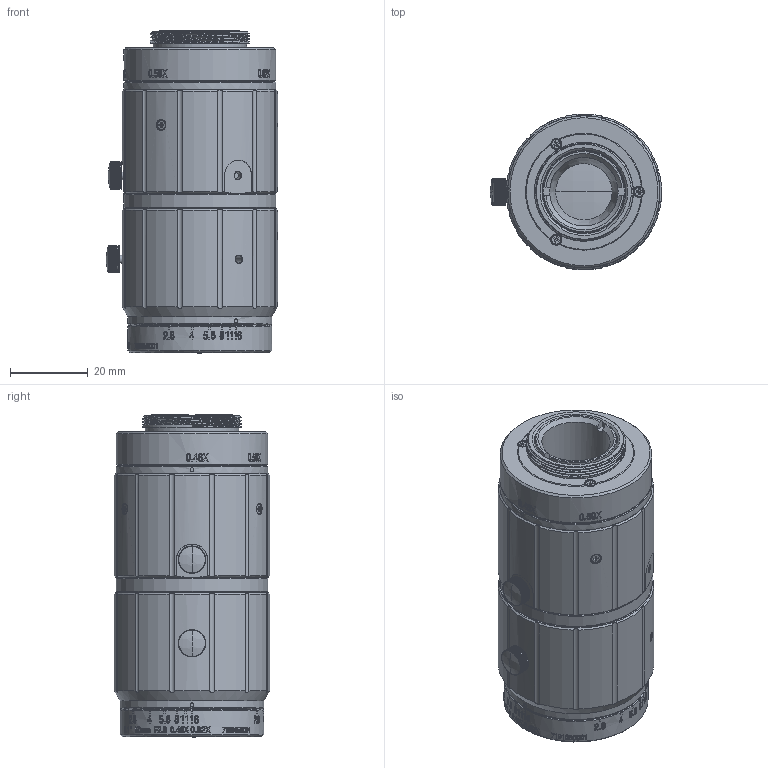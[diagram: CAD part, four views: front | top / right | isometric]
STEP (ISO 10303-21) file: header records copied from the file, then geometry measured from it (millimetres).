
FILE_DESCRIPTION (( 'STEP AP203' ), '1' );
FILE_NAME ('600113.STEP', '2025-01-14T07:39:31', ( 'Windows User' ), ( 'P R C' ), 'SwSTEP 2.0', 'SolidWorks 2020', '' );
FILE_SCHEMA (( 'CONFIG_CONTROL_DESIGN' ));
Products named in the file (1): 600113
Bounding box: 44.05 x 39.89 x 82.79 mm (x, y, z)
Volume: 56626.1 mm3; surface area: 46801.4 mm2
Topology: 3 solids, 13 shells, 2739 faces, 7549 edges, 5052 vertices
Faces by surface type: bspline 1046, plane 921, cylinder 623, cone 148, sphere 1
Full cylindrical faces by diameter (mm): 1 x3, 1.4 x6, 1.5 x7, 2 x8, 2.05 x2, 2.5 x6, 2.7 x6, 3 x3, 3.2 x1, 10 x1, 13 x1, 14.5 x1, 14.6 x1, 16 x2, 17.6 x1, 18.6 x1, 19 x1, 19.6 x1, 19.8 x1, 20 x2, 20.4 x1, 20.8 x1, 21 x2, 21.4 x1, 21.5 x2, 22 x2, 23 x2, 24 x1, 25.1 x1, 25.5 x1
Entity records: 149047 total; most frequent: CARTESIAN_POINT 91220, ORIENTED_EDGE 14636, EDGE_CURVE 7318, DIRECTION 7048, VERTEX_POINT 4994, B_SPLINE_CURVE_WITH_KNOTS 4354, EDGE_LOOP 3172, FACE_OUTER_BOUND 2844
